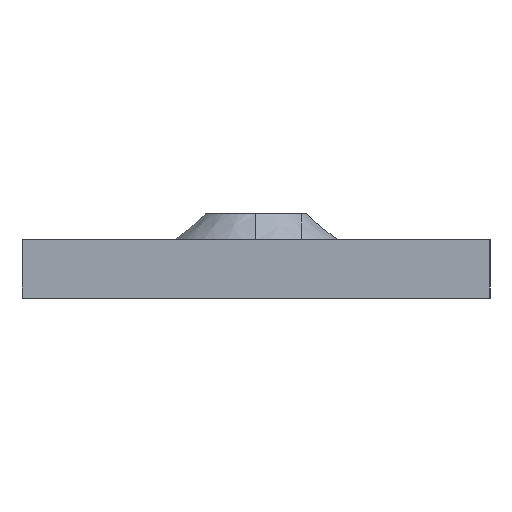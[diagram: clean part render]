
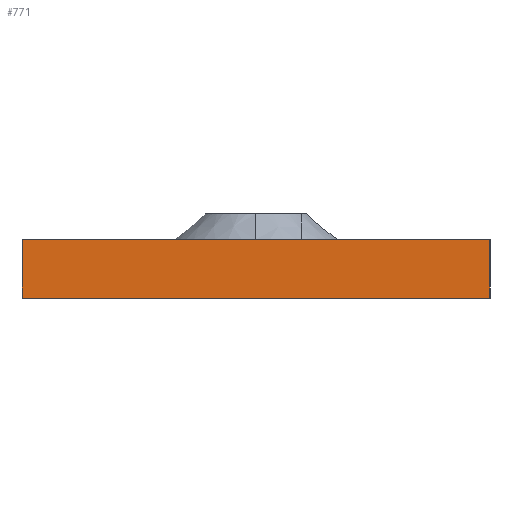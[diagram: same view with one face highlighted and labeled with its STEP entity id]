
A CAD part, left-side view. The second image highlights one B-rep face of the part: STEP entity #771.
In plain terms, the highlighted planar face has unit normal (-1, 0, 0).
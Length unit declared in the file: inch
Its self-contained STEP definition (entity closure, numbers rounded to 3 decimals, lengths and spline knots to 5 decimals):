
#1 = ORIENTED_EDGE ( 'NONE', *, *, #703, .T. ) ;
#3 = CARTESIAN_POINT ( 'NONE',  ( -34.75, 0.75, 0.188 ) ) ;
#32 = VECTOR ( 'NONE', #271, 39.37008 ) ;
#77 = LINE ( 'NONE', #714, #611 ) ;
#91 = VECTOR ( 'NONE', #134, 39.37008 ) ;
#109 = CARTESIAN_POINT ( 'NONE',  ( -34.75, 0.75, 0. ) ) ;
#134 = DIRECTION ( 'NONE',  ( 0., 1., 0. ) ) ;
#202 = CARTESIAN_POINT ( 'NONE',  ( -34.75, 0.75, 0.188 ) ) ;
#224 = EDGE_CURVE ( 'NONE', #559, #732, #77, .T. ) ;
#249 = CARTESIAN_POINT ( 'NONE',  ( -34.75, -0.75, 0.188 ) ) ;
#271 = DIRECTION ( 'NONE',  ( 0., 0., -1. ) ) ;
#273 = LINE ( 'NONE', #109, #91 ) ;
#328 = VERTEX_POINT ( 'NONE', #796 ) ;
#344 = VERTEX_POINT ( 'NONE', #596 ) ;
#375 = ORIENTED_EDGE ( 'NONE', *, *, #586, .T. ) ;
#381 = ORIENTED_EDGE ( 'NONE', *, *, #495, .F. ) ;
#461 = AXIS2_PLACEMENT_3D ( 'NONE', #3, #724, #581 ) ;
#474 = DIRECTION ( 'NONE',  ( 0., -1., 0. ) ) ;
#486 = LINE ( 'NONE', #249, #543 ) ;
#489 = FACE_OUTER_BOUND ( 'NONE', #825, .T. ) ;
#495 = EDGE_CURVE ( 'NONE', #344, #328, #273, .T. ) ;
#497 = ORIENTED_EDGE ( 'NONE', *, *, #224, .F. ) ;
#528 = CARTESIAN_POINT ( 'NONE',  ( -34.75, -0.75, 0.188 ) ) ;
#543 = VECTOR ( 'NONE', #845, 39.37008 ) ;
#559 = VERTEX_POINT ( 'NONE', #704 ) ;
#580 = LINE ( 'NONE', #202, #32 ) ;
#581 = DIRECTION ( 'NONE',  ( 0., 0., -1. ) ) ;
#586 = EDGE_CURVE ( 'NONE', #344, #732, #486, .T. ) ;
#593 = PLANE ( 'NONE',  #461 ) ;
#596 = CARTESIAN_POINT ( 'NONE',  ( -34.75, -0.75, 0. ) ) ;
#611 = VECTOR ( 'NONE', #474, 39.37008 ) ;
#703 = EDGE_CURVE ( 'NONE', #559, #328, #580, .T. ) ;
#704 = CARTESIAN_POINT ( 'NONE',  ( -34.75, 0.75, 0.188 ) ) ;
#714 = CARTESIAN_POINT ( 'NONE',  ( -34.75, -0.75, 0.188 ) ) ;
#724 = DIRECTION ( 'NONE',  ( 1., 0., 0. ) ) ;
#732 = VERTEX_POINT ( 'NONE', #528 ) ;
#771 = ADVANCED_FACE ( 'NONE', ( #489 ), #593, .F. ) ;
#796 = CARTESIAN_POINT ( 'NONE',  ( -34.75, 0.75, 0. ) ) ;
#825 = EDGE_LOOP ( 'NONE', ( #375, #497, #1, #381 ) ) ;
#845 = DIRECTION ( 'NONE',  ( 0., 0., 1. ) ) ;
